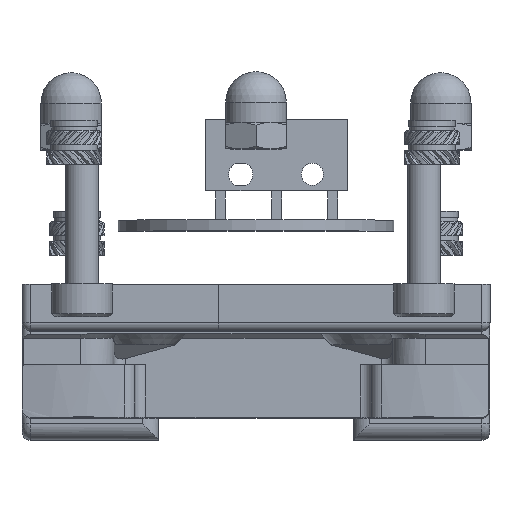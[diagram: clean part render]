
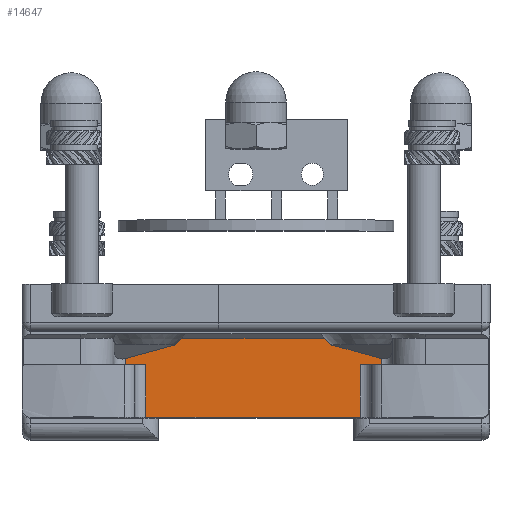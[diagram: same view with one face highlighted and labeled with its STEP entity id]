
A CAD part, top view. The second image highlights one B-rep face of the part: STEP entity #14647.
In plain terms, the highlighted planar face has unit normal (0, 0, 1).
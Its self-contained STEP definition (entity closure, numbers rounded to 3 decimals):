
#148=(
BOUNDED_CURVE()
B_SPLINE_CURVE(2,(#45210,#45211,#45212),.UNSPECIFIED.,.F.,.F.)
B_SPLINE_CURVE_WITH_KNOTS((3,3),(1.376,1.38),
 .UNSPECIFIED.)
CURVE()
GEOMETRIC_REPRESENTATION_ITEM()
RATIONAL_B_SPLINE_CURVE((1.659,1.523,1.386))
REPRESENTATION_ITEM('')
);
#150=(
BOUNDED_CURVE()
B_SPLINE_CURVE(2,(#45335,#45336,#45337),.UNSPECIFIED.,.F.,.F.)
B_SPLINE_CURVE_WITH_KNOTS((3,3),(0.005,0.009),
 .UNSPECIFIED.)
CURVE()
GEOMETRIC_REPRESENTATION_ITEM()
RATIONAL_B_SPLINE_CURVE((1.386,1.523,1.659))
REPRESENTATION_ITEM('')
);
#1625=PLANE('',#16074);
#2609=FACE_OUTER_BOUND('',#3506,.T.);
#3506=EDGE_LOOP('',(#13217,#13218,#13219,#13220,#13221,#13222,#13223,#13224,
#13225,#13226,#13227,#13228));
#4106=LINE('',#45190,#4756);
#4107=LINE('',#45195,#4757);
#4109=LINE('',#45220,#4759);
#4132=LINE('',#45303,#4782);
#4137=LINE('',#45319,#4787);
#4149=LINE('',#45382,#4799);
#4162=LINE('',#45432,#4812);
#4163=LINE('',#45435,#4813);
#4164=LINE('',#45437,#4814);
#4165=LINE('',#45438,#4815);
#4756=VECTOR('',#18945,10.);
#4757=VECTOR('',#18948,10.);
#4759=VECTOR('',#18956,10.);
#4782=VECTOR('',#19033,10.);
#4787=VECTOR('',#19046,10.);
#4799=VECTOR('',#19090,10.);
#4812=VECTOR('',#19133,10.);
#4813=VECTOR('',#19136,10.);
#4814=VECTOR('',#19137,10.);
#4815=VECTOR('',#19138,10.);
#6814=VERTEX_POINT('',#45103);
#6820=VERTEX_POINT('',#45118);
#6838=VERTEX_POINT('',#45186);
#6839=VERTEX_POINT('',#45188);
#6840=VERTEX_POINT('',#45197);
#6844=VERTEX_POINT('',#45215);
#6868=VERTEX_POINT('',#45299);
#6870=VERTEX_POINT('',#45302);
#6890=VERTEX_POINT('',#45380);
#6902=VERTEX_POINT('',#45430);
#6903=VERTEX_POINT('',#45434);
#6904=VERTEX_POINT('',#45436);
#8945=EDGE_CURVE('',#6838,#6839,#4106,.T.);
#8947=EDGE_CURVE('',#6838,#6814,#4107,.T.);
#8951=EDGE_CURVE('',#6814,#6840,#148,.T.);
#8954=EDGE_CURVE('',#6844,#6840,#4109,.T.);
#8993=EDGE_CURVE('',#6870,#6868,#4132,.T.);
#9001=EDGE_CURVE('',#6820,#6868,#4137,.T.);
#9004=EDGE_CURVE('',#6844,#6820,#150,.T.);
#9025=EDGE_CURVE('',#6890,#6839,#4149,.F.);
#9045=EDGE_CURVE('',#6890,#6902,#4162,.T.);
#9046=EDGE_CURVE('',#6903,#6902,#4163,.T.);
#9047=EDGE_CURVE('',#6903,#6904,#4164,.T.);
#9048=EDGE_CURVE('',#6870,#6904,#4165,.F.);
#13217=ORIENTED_EDGE('',*,*,#9046,.F.);
#13218=ORIENTED_EDGE('',*,*,#9047,.T.);
#13219=ORIENTED_EDGE('',*,*,#9048,.F.);
#13220=ORIENTED_EDGE('',*,*,#8993,.T.);
#13221=ORIENTED_EDGE('',*,*,#9001,.F.);
#13222=ORIENTED_EDGE('',*,*,#9004,.F.);
#13223=ORIENTED_EDGE('',*,*,#8954,.T.);
#13224=ORIENTED_EDGE('',*,*,#8951,.F.);
#13225=ORIENTED_EDGE('',*,*,#8947,.F.);
#13226=ORIENTED_EDGE('',*,*,#8945,.T.);
#13227=ORIENTED_EDGE('',*,*,#9025,.F.);
#13228=ORIENTED_EDGE('',*,*,#9045,.T.);
#14647=ADVANCED_FACE('',(#2609),#1625,.F.);
#16074=AXIS2_PLACEMENT_3D('',#45433,#19134,#19135);
#18945=DIRECTION('',(0.,-1.,0.));
#18948=DIRECTION('',(0.964,0.266,0.));
#18956=DIRECTION('',(-1.,0.,0.));
#19033=DIRECTION('',(0.,1.,0.));
#19046=DIRECTION('',(0.964,-0.266,0.));
#19090=DIRECTION('',(1.,0.,0.));
#19133=DIRECTION('',(0.,-1.,0.));
#19134=DIRECTION('center_axis',(0.,0.,
-1.));
#19135=DIRECTION('ref_axis',(1.,0.,0.));
#19136=DIRECTION('',(-1.,0.,0.));
#19137=DIRECTION('',(0.,1.,0.));
#19138=DIRECTION('',(1.,0.,0.));
#45103=CARTESIAN_POINT('',(-7.06,6.4,10.));
#45118=CARTESIAN_POINT('',(7.06,6.4,10.));
#45186=CARTESIAN_POINT('',(-11.599,5.146,10.));
#45188=CARTESIAN_POINT('',(-11.599,4.6,10.));
#45190=CARTESIAN_POINT('',(-11.599,8.85,10.));
#45195=CARTESIAN_POINT('',(-12.561,4.88,10.));
#45197=CARTESIAN_POINT('',(-6.46,7.,10.));
#45210=CARTESIAN_POINT('Ctrl Pts',(-7.06,6.4,10.));
#45211=CARTESIAN_POINT('Ctrl Pts',(-6.788,6.672,10.));
#45212=CARTESIAN_POINT('Ctrl Pts',(-6.46,7.,10.));
#45215=CARTESIAN_POINT('',(6.46,7.,10.));
#45220=CARTESIAN_POINT('',(-6.589,7.,10.));
#45299=CARTESIAN_POINT('',(11.601,5.148,10.));
#45302=CARTESIAN_POINT('',(11.601,4.6,10.));
#45303=CARTESIAN_POINT('',(11.601,8.85,10.));
#45319=CARTESIAN_POINT('',(-0.53,8.494,10.));
#45335=CARTESIAN_POINT('Ctrl Pts',(6.46,7.,10.));
#45336=CARTESIAN_POINT('Ctrl Pts',(6.788,6.672,10.));
#45337=CARTESIAN_POINT('Ctrl Pts',(7.06,6.4,10.));
#45380=CARTESIAN_POINT('',(-9.7,4.6,10.));
#45382=CARTESIAN_POINT('',(-4.2,4.6,10.));
#45430=CARTESIAN_POINT('',(-9.7,-0.17,10.));
#45432=CARTESIAN_POINT('',(-9.7,5.,10.));
#45433=CARTESIAN_POINT('Origin',(-8.199,10.3,10.));
#45434=CARTESIAN_POINT('',(9.7,-0.17,10.));
#45435=CARTESIAN_POINT('',(-3.965,-0.17,10.));
#45436=CARTESIAN_POINT('',(9.7,4.6,10.));
#45437=CARTESIAN_POINT('',(9.7,5.,10.));
#45438=CARTESIAN_POINT('',(-4.2,4.6,10.));
